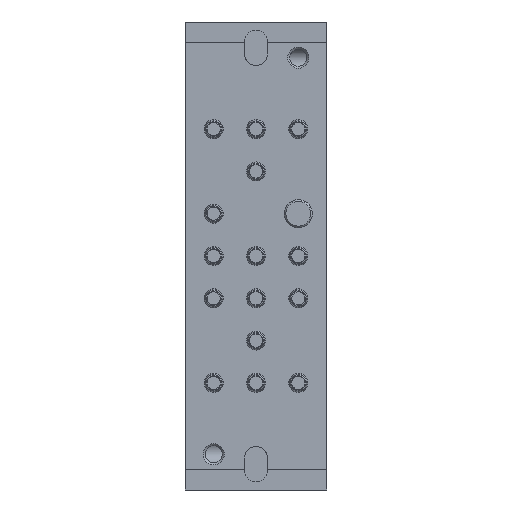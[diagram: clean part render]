
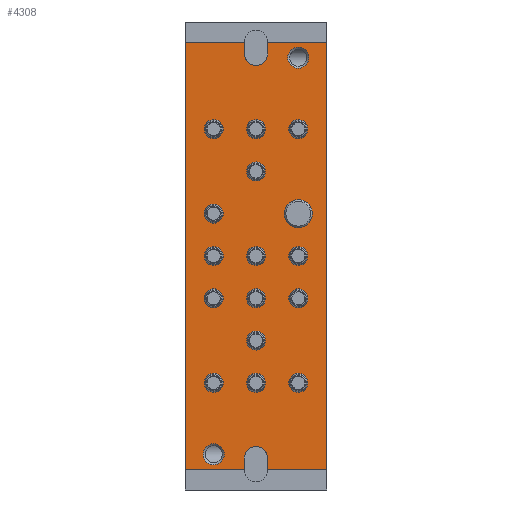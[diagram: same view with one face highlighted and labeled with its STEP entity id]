
A CAD part, front view. The second image highlights one B-rep face of the part: STEP entity #4308.
In plain terms, the highlighted planar face has unit normal (0, -1, 0).
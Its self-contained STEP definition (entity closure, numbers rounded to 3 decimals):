
#190=LINE('',#5936,#280);
#191=LINE('',#5941,#281);
#192=LINE('',#5943,#282);
#193=LINE('',#5945,#283);
#194=LINE('',#5947,#284);
#195=LINE('',#5949,#285);
#196=LINE('',#5953,#286);
#197=LINE('',#5955,#287);
#198=LINE('',#5957,#288);
#199=LINE('',#5959,#289);
#280=VECTOR('',#4988,1000.);
#281=VECTOR('',#4991,1000.);
#282=VECTOR('',#4992,1000.);
#283=VECTOR('',#4993,1000.);
#284=VECTOR('',#4994,1000.);
#285=VECTOR('',#4995,1000.);
#286=VECTOR('',#4998,1000.);
#287=VECTOR('',#4999,1000.);
#288=VECTOR('',#5000,1000.);
#289=VECTOR('',#5001,1000.);
#370=ORIENTED_EDGE('',*,*,#1016,.F.);
#371=ORIENTED_EDGE('',*,*,#1017,.T.);
#372=ORIENTED_EDGE('',*,*,#1018,.T.);
#373=ORIENTED_EDGE('',*,*,#1019,.T.);
#374=ORIENTED_EDGE('',*,*,#1020,.T.);
#375=ORIENTED_EDGE('',*,*,#1021,.T.);
#376=ORIENTED_EDGE('',*,*,#1022,.T.);
#377=ORIENTED_EDGE('',*,*,#1023,.T.);
#378=ORIENTED_EDGE('',*,*,#1024,.T.);
#379=ORIENTED_EDGE('',*,*,#1025,.T.);
#380=ORIENTED_EDGE('',*,*,#1026,.T.);
#381=ORIENTED_EDGE('',*,*,#1027,.F.);
#382=ORIENTED_EDGE('',*,*,#1028,.F.);
#383=ORIENTED_EDGE('',*,*,#1029,.T.);
#384=ORIENTED_EDGE('',*,*,#1030,.T.);
#385=ORIENTED_EDGE('',*,*,#1031,.T.);
#386=ORIENTED_EDGE('',*,*,#1032,.T.);
#387=ORIENTED_EDGE('',*,*,#1033,.T.);
#388=ORIENTED_EDGE('',*,*,#1034,.T.);
#389=ORIENTED_EDGE('',*,*,#1035,.F.);
#390=ORIENTED_EDGE('',*,*,#1036,.T.);
#391=ORIENTED_EDGE('',*,*,#1037,.T.);
#392=ORIENTED_EDGE('',*,*,#1038,.T.);
#393=ORIENTED_EDGE('',*,*,#1039,.T.);
#394=ORIENTED_EDGE('',*,*,#1040,.T.);
#395=ORIENTED_EDGE('',*,*,#1041,.T.);
#396=ORIENTED_EDGE('',*,*,#1042,.T.);
#397=ORIENTED_EDGE('',*,*,#1043,.T.);
#398=ORIENTED_EDGE('',*,*,#1044,.T.);
#399=ORIENTED_EDGE('',*,*,#1045,.T.);
#1016=EDGE_CURVE('',#1339,#1339,#1610,.F.);
#1017=EDGE_CURVE('',#1340,#1340,#1611,.T.);
#1018=EDGE_CURVE('',#1341,#1341,#1612,.T.);
#1019=EDGE_CURVE('',#1342,#1342,#1613,.T.);
#1020=EDGE_CURVE('',#1343,#1343,#1614,.T.);
#1021=EDGE_CURVE('',#1344,#1344,#1615,.T.);
#1022=EDGE_CURVE('',#1345,#1345,#1616,.T.);
#1023=EDGE_CURVE('',#1346,#1346,#1617,.T.);
#1024=EDGE_CURVE('',#1347,#1348,#190,.T.);
#1025=EDGE_CURVE('',#1348,#1349,#1618,.T.);
#1026=EDGE_CURVE('',#1349,#1350,#191,.T.);
#1027=EDGE_CURVE('',#1351,#1350,#192,.T.);
#1028=EDGE_CURVE('',#1352,#1351,#193,.T.);
#1029=EDGE_CURVE('',#1352,#1353,#194,.T.);
#1030=EDGE_CURVE('',#1353,#1354,#195,.T.);
#1031=EDGE_CURVE('',#1354,#1355,#1619,.T.);
#1032=EDGE_CURVE('',#1355,#1356,#196,.T.);
#1033=EDGE_CURVE('',#1356,#1357,#197,.T.);
#1034=EDGE_CURVE('',#1357,#1358,#198,.T.);
#1035=EDGE_CURVE('',#1347,#1358,#199,.T.);
#1036=EDGE_CURVE('',#1359,#1359,#1620,.T.);
#1037=EDGE_CURVE('',#1360,#1360,#1621,.T.);
#1038=EDGE_CURVE('',#1361,#1361,#1622,.T.);
#1039=EDGE_CURVE('',#1362,#1362,#1623,.T.);
#1040=EDGE_CURVE('',#1363,#1363,#1624,.T.);
#1041=EDGE_CURVE('',#1364,#1364,#1625,.T.);
#1042=EDGE_CURVE('',#1365,#1365,#1626,.T.);
#1043=EDGE_CURVE('',#1366,#1366,#1627,.T.);
#1044=EDGE_CURVE('',#1367,#1367,#1628,.T.);
#1045=EDGE_CURVE('',#1368,#1368,#1629,.T.);
#1339=VERTEX_POINT('',#5921);
#1340=VERTEX_POINT('',#5923);
#1341=VERTEX_POINT('',#5925);
#1342=VERTEX_POINT('',#5927);
#1343=VERTEX_POINT('',#5929);
#1344=VERTEX_POINT('',#5931);
#1345=VERTEX_POINT('',#5933);
#1346=VERTEX_POINT('',#5935);
#1347=VERTEX_POINT('',#5937);
#1348=VERTEX_POINT('',#5938);
#1349=VERTEX_POINT('',#5940);
#1350=VERTEX_POINT('',#5942);
#1351=VERTEX_POINT('',#5944);
#1352=VERTEX_POINT('',#5946);
#1353=VERTEX_POINT('',#5948);
#1354=VERTEX_POINT('',#5950);
#1355=VERTEX_POINT('',#5952);
#1356=VERTEX_POINT('',#5954);
#1357=VERTEX_POINT('',#5956);
#1358=VERTEX_POINT('',#5958);
#1359=VERTEX_POINT('',#5961);
#1360=VERTEX_POINT('',#5963);
#1361=VERTEX_POINT('',#5965);
#1362=VERTEX_POINT('',#5967);
#1363=VERTEX_POINT('',#5969);
#1364=VERTEX_POINT('',#5971);
#1365=VERTEX_POINT('',#5973);
#1366=VERTEX_POINT('',#5975);
#1367=VERTEX_POINT('',#5977);
#1368=VERTEX_POINT('',#5979);
#1610=CIRCLE('',#4540,2.65);
#1611=CIRCLE('',#4541,1.8);
#1612=CIRCLE('',#4542,1.8);
#1613=CIRCLE('',#4543,1.8);
#1614=CIRCLE('',#4544,1.8);
#1615=CIRCLE('',#4545,1.8);
#1616=CIRCLE('',#4546,1.8);
#1617=CIRCLE('',#4547,1.8);
#1618=CIRCLE('',#4548,2.2);
#1619=CIRCLE('',#4549,2.2);
#1620=CIRCLE('',#4550,2.);
#1621=CIRCLE('',#4551,2.);
#1622=CIRCLE('',#4552,1.8);
#1623=CIRCLE('',#4553,1.8);
#1624=CIRCLE('',#4554,1.8);
#1625=CIRCLE('',#4555,1.8);
#1626=CIRCLE('',#4556,1.8);
#1627=CIRCLE('',#4557,1.8);
#1628=CIRCLE('',#4558,1.8);
#1629=CIRCLE('',#4559,1.8);
#1811=EDGE_LOOP('',(#370));
#1812=EDGE_LOOP('',(#371));
#1813=EDGE_LOOP('',(#372));
#1814=EDGE_LOOP('',(#373));
#1815=EDGE_LOOP('',(#374));
#1816=EDGE_LOOP('',(#375));
#1817=EDGE_LOOP('',(#376));
#1818=EDGE_LOOP('',(#377));
#1819=EDGE_LOOP('',(#378,#379,#380,#381,#382,#383,#384,#385,#386,#387,#388,
#389));
#1820=EDGE_LOOP('',(#390));
#1821=EDGE_LOOP('',(#391));
#1822=EDGE_LOOP('',(#392));
#1823=EDGE_LOOP('',(#393));
#1824=EDGE_LOOP('',(#394));
#1825=EDGE_LOOP('',(#395));
#1826=EDGE_LOOP('',(#396));
#1827=EDGE_LOOP('',(#397));
#1828=EDGE_LOOP('',(#398));
#1829=EDGE_LOOP('',(#399));
#2223=FACE_BOUND('',#1811,.T.);
#2224=FACE_BOUND('',#1812,.T.);
#2225=FACE_BOUND('',#1813,.T.);
#2226=FACE_BOUND('',#1814,.T.);
#2227=FACE_BOUND('',#1815,.T.);
#2228=FACE_BOUND('',#1816,.T.);
#2229=FACE_BOUND('',#1817,.T.);
#2230=FACE_BOUND('',#1818,.T.);
#2231=FACE_BOUND('',#1819,.T.);
#2232=FACE_BOUND('',#1820,.T.);
#2233=FACE_BOUND('',#1821,.T.);
#2234=FACE_BOUND('',#1822,.T.);
#2235=FACE_BOUND('',#1823,.T.);
#2236=FACE_BOUND('',#1824,.T.);
#2237=FACE_BOUND('',#1825,.T.);
#2238=FACE_BOUND('',#1826,.T.);
#2239=FACE_BOUND('',#1827,.T.);
#2240=FACE_BOUND('',#1828,.T.);
#2241=FACE_BOUND('',#1829,.T.);
#2635=PLANE('',#4539);
#4308=ADVANCED_FACE('',(#2223,#2224,#2225,#2226,#2227,#2228,#2229,#2230,
#2231,#2232,#2233,#2234,#2235,#2236,#2237,#2238,#2239,#2240,#2241),#2635,
 .F.);
#4539=AXIS2_PLACEMENT_3D('',#5919,#4970,#4971);
#4540=AXIS2_PLACEMENT_3D('',#5920,#4972,#4973);
#4541=AXIS2_PLACEMENT_3D('',#5922,#4974,#4975);
#4542=AXIS2_PLACEMENT_3D('',#5924,#4976,#4977);
#4543=AXIS2_PLACEMENT_3D('',#5926,#4978,#4979);
#4544=AXIS2_PLACEMENT_3D('',#5928,#4980,#4981);
#4545=AXIS2_PLACEMENT_3D('',#5930,#4982,#4983);
#4546=AXIS2_PLACEMENT_3D('',#5932,#4984,#4985);
#4547=AXIS2_PLACEMENT_3D('',#5934,#4986,#4987);
#4548=AXIS2_PLACEMENT_3D('',#5939,#4989,#4990);
#4549=AXIS2_PLACEMENT_3D('',#5951,#4996,#4997);
#4550=AXIS2_PLACEMENT_3D('',#5960,#5002,#5003);
#4551=AXIS2_PLACEMENT_3D('',#5962,#5004,#5005);
#4552=AXIS2_PLACEMENT_3D('',#5964,#5006,#5007);
#4553=AXIS2_PLACEMENT_3D('',#5966,#5008,#5009);
#4554=AXIS2_PLACEMENT_3D('',#5968,#5010,#5011);
#4555=AXIS2_PLACEMENT_3D('',#5970,#5012,#5013);
#4556=AXIS2_PLACEMENT_3D('',#5972,#5014,#5015);
#4557=AXIS2_PLACEMENT_3D('',#5974,#5016,#5017);
#4558=AXIS2_PLACEMENT_3D('',#5976,#5018,#5019);
#4559=AXIS2_PLACEMENT_3D('',#5978,#5020,#5021);
#4970=DIRECTION('',(0.,1.,0.));
#4971=DIRECTION('',(0.,0.,1.));
#4972=DIRECTION('',(0.,1.,0.));
#4973=DIRECTION('',(0.,0.,1.));
#4974=DIRECTION('',(0.,1.,0.));
#4975=DIRECTION('',(0.,0.,1.));
#4976=DIRECTION('',(0.,1.,0.));
#4977=DIRECTION('',(0.,0.,1.));
#4978=DIRECTION('',(0.,1.,0.));
#4979=DIRECTION('',(0.,0.,1.));
#4980=DIRECTION('',(0.,1.,0.));
#4981=DIRECTION('',(0.,0.,1.));
#4982=DIRECTION('',(0.,1.,0.));
#4983=DIRECTION('',(0.,0.,1.));
#4984=DIRECTION('',(0.,1.,0.));
#4985=DIRECTION('',(0.,0.,1.));
#4986=DIRECTION('',(0.,1.,0.));
#4987=DIRECTION('',(0.,0.,1.));
#4988=DIRECTION('',(0.,0.,1.));
#4989=DIRECTION('',(0.,1.,0.));
#4990=DIRECTION('',(1.,0.,0.));
#4991=DIRECTION('',(0.,0.,-1.));
#4992=DIRECTION('',(-1.,0.,0.));
#4993=DIRECTION('',(0.,0.,-1.));
#4994=DIRECTION('',(-1.,0.,0.));
#4995=DIRECTION('',(0.,0.,-1.));
#4996=DIRECTION('',(0.,1.,0.));
#4997=DIRECTION('',(1.,0.,0.));
#4998=DIRECTION('',(0.,0.,1.));
#4999=DIRECTION('',(-1.,0.,0.));
#5000=DIRECTION('',(0.,0.,-1.));
#5001=DIRECTION('',(-1.,0.,0.));
#5002=DIRECTION('',(0.,1.,0.));
#5003=DIRECTION('',(0.,0.,1.));
#5004=DIRECTION('',(0.,1.,0.));
#5005=DIRECTION('',(0.,0.,1.));
#5006=DIRECTION('',(0.,1.,0.));
#5007=DIRECTION('',(0.,0.,1.));
#5008=DIRECTION('',(0.,1.,0.));
#5009=DIRECTION('',(0.,0.,1.));
#5010=DIRECTION('',(0.,1.,0.));
#5011=DIRECTION('',(0.,0.,1.));
#5012=DIRECTION('',(0.,1.,0.));
#5013=DIRECTION('',(0.,0.,1.));
#5014=DIRECTION('',(0.,1.,0.));
#5015=DIRECTION('',(0.,0.,1.));
#5016=DIRECTION('',(0.,1.,0.));
#5017=DIRECTION('',(0.,0.,1.));
#5018=DIRECTION('',(0.,1.,0.));
#5019=DIRECTION('',(0.,0.,1.));
#5020=DIRECTION('',(0.,1.,0.));
#5021=DIRECTION('',(0.,0.,1.));
#5919=CARTESIAN_POINT('',(13.4,-10.,40.4));
#5920=CARTESIAN_POINT('',(8.,-10.,8.));
#5921=CARTESIAN_POINT('',(8.,-10.,10.65));
#5922=CARTESIAN_POINT('',(8.,-10.,-8.));
#5923=CARTESIAN_POINT('',(8.,-10.,-6.2));
#5924=CARTESIAN_POINT('',(0.,-10.,24.));
#5925=CARTESIAN_POINT('',(0.,-10.,25.8));
#5926=CARTESIAN_POINT('',(0.,-10.,0.));
#5927=CARTESIAN_POINT('',(0.,-10.,1.8));
#5928=CARTESIAN_POINT('',(0.,-10.,-16.));
#5929=CARTESIAN_POINT('',(0.,-10.,-14.2));
#5930=CARTESIAN_POINT('',(-8.,-10.,24.));
#5931=CARTESIAN_POINT('',(-8.,-10.,25.8));
#5932=CARTESIAN_POINT('',(-8.,-10.,0.));
#5933=CARTESIAN_POINT('',(-8.,-10.,1.8));
#5934=CARTESIAN_POINT('',(-8.,-10.,-24.));
#5935=CARTESIAN_POINT('',(-8.,-10.,-22.2));
#5936=CARTESIAN_POINT('',(-2.2,-10.,-40.5));
#5937=CARTESIAN_POINT('',(-2.2,-10.,-40.4));
#5938=CARTESIAN_POINT('',(-2.2,-10.,-38.2));
#5939=CARTESIAN_POINT('',(0.,-10.,-38.2));
#5940=CARTESIAN_POINT('',(2.2,-10.,-38.2));
#5941=CARTESIAN_POINT('',(2.2,-10.,-38.2));
#5942=CARTESIAN_POINT('',(2.2,-10.,-40.4));
#5943=CARTESIAN_POINT('',(13.4,-10.,-40.4));
#5944=CARTESIAN_POINT('',(13.4,-10.,-40.4));
#5945=CARTESIAN_POINT('',(13.4,-10.,40.4));
#5946=CARTESIAN_POINT('',(13.4,-10.,40.4));
#5947=CARTESIAN_POINT('',(13.4,-10.,40.4));
#5948=CARTESIAN_POINT('',(2.2,-10.,40.4));
#5949=CARTESIAN_POINT('',(2.2,-10.,40.5));
#5950=CARTESIAN_POINT('',(2.2,-10.,38.2));
#5951=CARTESIAN_POINT('',(0.,-10.,38.2));
#5952=CARTESIAN_POINT('',(-2.2,-10.,38.2));
#5953=CARTESIAN_POINT('',(-2.2,-10.,38.2));
#5954=CARTESIAN_POINT('',(-2.2,-10.,40.4));
#5955=CARTESIAN_POINT('',(13.4,-10.,40.4));
#5956=CARTESIAN_POINT('',(-13.4,-10.,40.4));
#5957=CARTESIAN_POINT('',(-13.4,-10.,40.4));
#5958=CARTESIAN_POINT('',(-13.4,-10.,-40.4));
#5959=CARTESIAN_POINT('',(13.4,-10.,-40.4));
#5960=CARTESIAN_POINT('',(8.,-10.,37.5));
#5961=CARTESIAN_POINT('',(8.,-10.,39.5));
#5962=CARTESIAN_POINT('',(-8.,-10.,-37.5));
#5963=CARTESIAN_POINT('',(-8.,-10.,-35.5));
#5964=CARTESIAN_POINT('',(8.,-10.,24.));
#5965=CARTESIAN_POINT('',(8.,-10.,25.8));
#5966=CARTESIAN_POINT('',(-8.,-10.,-8.));
#5967=CARTESIAN_POINT('',(-8.,-10.,-6.2));
#5968=CARTESIAN_POINT('',(-8.,-10.,8.));
#5969=CARTESIAN_POINT('',(-8.,-10.,9.8));
#5970=CARTESIAN_POINT('',(0.,-10.,-24.));
#5971=CARTESIAN_POINT('',(0.,-10.,-22.2));
#5972=CARTESIAN_POINT('',(0.,-10.,-8.));
#5973=CARTESIAN_POINT('',(0.,-10.,-6.2));
#5974=CARTESIAN_POINT('',(0.,-10.,16.));
#5975=CARTESIAN_POINT('',(0.,-10.,17.8));
#5976=CARTESIAN_POINT('',(8.,-10.,-24.));
#5977=CARTESIAN_POINT('',(8.,-10.,-22.2));
#5978=CARTESIAN_POINT('',(8.,-10.,0.));
#5979=CARTESIAN_POINT('',(8.,-10.,1.8));
